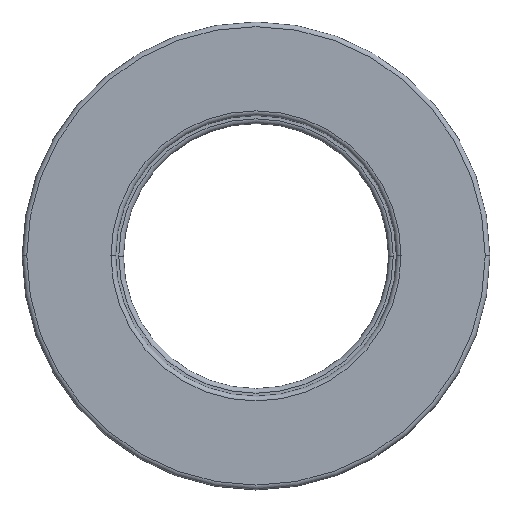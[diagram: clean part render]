
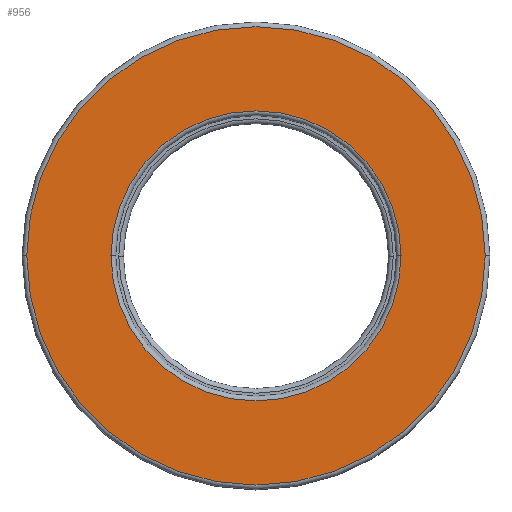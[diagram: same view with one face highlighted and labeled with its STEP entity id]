
A CAD part, top view. The second image highlights one B-rep face of the part: STEP entity #956.
In plain terms, the highlighted planar face has unit normal (0, 0, 1).
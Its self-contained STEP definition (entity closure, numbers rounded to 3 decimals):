
#111 = VERTEX_POINT ( 'NONE', #227 ) ;
#126 = CARTESIAN_POINT ( 'NONE',  ( 0., 0., 0. ) ) ;
#133 = VERTEX_POINT ( 'NONE', #1109 ) ;
#192 = EDGE_LOOP ( 'NONE', ( #566, #1246 ) ) ;
#220 = CIRCLE ( 'NONE', #433, 14.7 ) ;
#223 = ORIENTED_EDGE ( 'NONE', *, *, #1095, .T. ) ;
#227 = CARTESIAN_POINT ( 'NONE',  ( -14.7, 0., 0. ) ) ;
#242 = AXIS2_PLACEMENT_3D ( 'NONE', #1048, #291, #1150 ) ;
#244 = AXIS2_PLACEMENT_3D ( 'NONE', #126, #551, #979 ) ;
#268 = CARTESIAN_POINT ( 'NONE',  ( 9.3, 0., 0. ) ) ;
#291 = DIRECTION ( 'NONE',  ( 0., 0., 1. ) ) ;
#312 = CARTESIAN_POINT ( 'NONE',  ( 0., 0., 0. ) ) ;
#361 = AXIS2_PLACEMENT_3D ( 'NONE', #1254, #532, #951 ) ;
#372 = DIRECTION ( 'NONE',  ( 0., 0., 1. ) ) ;
#433 = AXIS2_PLACEMENT_3D ( 'NONE', #1315, #372, #581 ) ;
#532 = DIRECTION ( 'NONE',  ( 0., 0., -1. ) ) ;
#551 = DIRECTION ( 'NONE',  ( 0., 0., -1. ) ) ;
#566 = ORIENTED_EDGE ( 'NONE', *, *, #1216, .T. ) ;
#581 = DIRECTION ( 'NONE',  ( 1., 0., 0. ) ) ;
#603 = CIRCLE ( 'NONE', #740, 14.7 ) ;
#712 = EDGE_LOOP ( 'NONE', ( #223, #801 ) ) ;
#720 = DIRECTION ( 'NONE',  ( 1., 0., 0. ) ) ;
#740 = AXIS2_PLACEMENT_3D ( 'NONE', #312, #1147, #720 ) ;
#801 = ORIENTED_EDGE ( 'NONE', *, *, #1169, .T. ) ;
#931 = FACE_BOUND ( 'NONE', #192, .T. ) ;
#951 = DIRECTION ( 'NONE',  ( 1., 0., 0. ) ) ;
#956 = ADVANCED_FACE ( 'NONE', ( #1142, #931 ), #1054, .T. ) ;
#959 = CIRCLE ( 'NONE', #361, 9.3 ) ;
#979 = DIRECTION ( 'NONE',  ( 1., 0., 0. ) ) ;
#995 = VERTEX_POINT ( 'NONE', #1331 ) ;
#1007 = VERTEX_POINT ( 'NONE', #268 ) ;
#1048 = CARTESIAN_POINT ( 'NONE',  ( 0., 0., 0. ) ) ;
#1054 = PLANE ( 'NONE',  #242 ) ;
#1095 = EDGE_CURVE ( 'NONE', #133, #111, #220, .T. ) ;
#1109 = CARTESIAN_POINT ( 'NONE',  ( 14.7, 0., 0. ) ) ;
#1142 = FACE_OUTER_BOUND ( 'NONE', #712, .T. ) ;
#1147 = DIRECTION ( 'NONE',  ( 0., 0., 1. ) ) ;
#1150 = DIRECTION ( 'NONE',  ( 1., 0., 0. ) ) ;
#1169 = EDGE_CURVE ( 'NONE', #111, #133, #603, .T. ) ;
#1216 = EDGE_CURVE ( 'NONE', #1007, #995, #959, .T. ) ;
#1246 = ORIENTED_EDGE ( 'NONE', *, *, #1378, .T. ) ;
#1254 = CARTESIAN_POINT ( 'NONE',  ( 0., 0., 0. ) ) ;
#1315 = CARTESIAN_POINT ( 'NONE',  ( 0., 0., 0. ) ) ;
#1331 = CARTESIAN_POINT ( 'NONE',  ( -9.3, 0., 0. ) ) ;
#1334 = CIRCLE ( 'NONE', #244, 9.3 ) ;
#1378 = EDGE_CURVE ( 'NONE', #995, #1007, #1334, .T. ) ;
